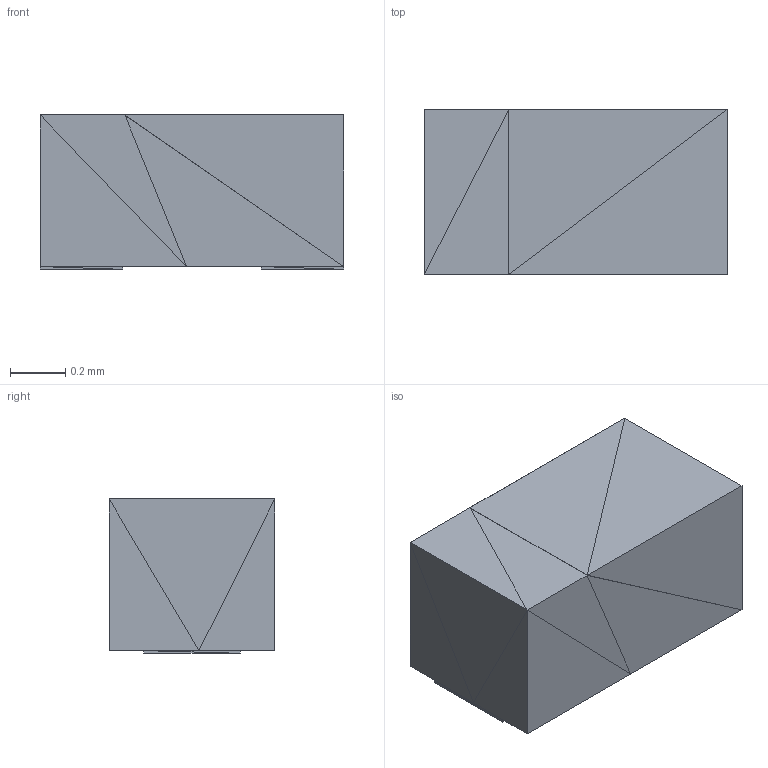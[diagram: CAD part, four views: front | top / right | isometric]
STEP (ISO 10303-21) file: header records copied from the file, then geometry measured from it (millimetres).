
FILE_DESCRIPTION(('auto-generated'),'2;1');
FILE_SCHEMA(('CONFIG_CONTROL_DESIGN'));
Bounding box: 1.1 x 0.6 x 0.56 mm (x, y, z)
Volume: 0 mm3; surface area: 3.6 mm2
Topology: 2 solids, 12 shells, 494 faces, 866 edges, 378 vertices
Faces by surface type: plane 494
Entity records: 8274 total; most frequent: ORIENTED_EDGE 1482, DIRECTION 1193, LINE 866, EDGE_CURVE 866, VECTOR 575, AXIS2_PLACEMENT_3D 495, PLANE 494, EDGE_LOOP 494
